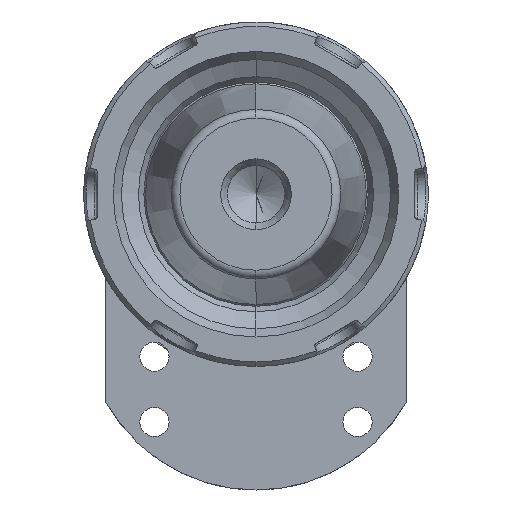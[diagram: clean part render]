
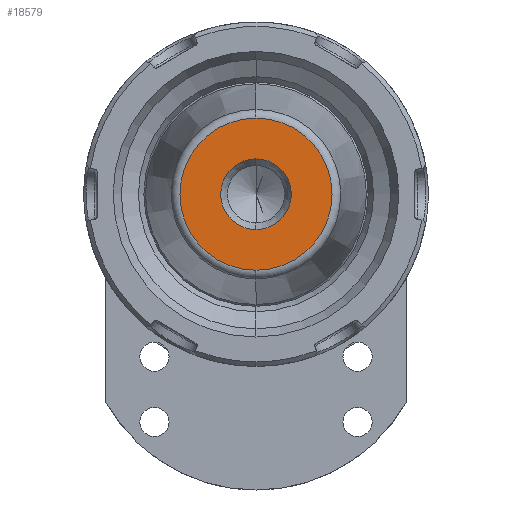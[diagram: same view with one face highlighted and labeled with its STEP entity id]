
A CAD part, left-side view. The second image highlights one B-rep face of the part: STEP entity #18579.
In plain terms, the highlighted planar face has unit normal (-1, 0, 0).
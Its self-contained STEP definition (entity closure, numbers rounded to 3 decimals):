
#7600 = FACE_BOUND ( 'NONE', #59358, .T. ) ;
#8227 = FACE_OUTER_BOUND ( 'NONE', #55434, .T. ) ;
#16139 = CARTESIAN_POINT ( 'NONE',  ( -21.5, 0., 0. ) ) ;
#16422 = ORIENTED_EDGE ( 'NONE', *, *, #56698, .F. ) ;
#16443 = DIRECTION ( 'NONE',  ( 0., 0., -1. ) ) ;
#16711 = CIRCLE ( 'NONE', #24756, 8.609 ) ;
#16753 = DIRECTION ( 'NONE',  ( 1., 0., 0. ) ) ;
#17082 = AXIS2_PLACEMENT_3D ( 'NONE', #18556, #48171, #46937 ) ;
#17413 = PLANE ( 'NONE',  #42922 ) ;
#18556 = CARTESIAN_POINT ( 'NONE',  ( -21.5, 0., 0. ) ) ;
#18579 = ADVANCED_FACE ( 'NONE', ( #7600, #8227 ), #17413, .T. ) ;
#19929 = CARTESIAN_POINT ( 'NONE',  ( -21.5, 0., 0. ) ) ;
#22652 = AXIS2_PLACEMENT_3D ( 'NONE', #19929, #35101, #25582 ) ;
#23886 = VERTEX_POINT ( 'NONE', #34923 ) ;
#23896 = CARTESIAN_POINT ( 'NONE',  ( -21.5, 0., -8.609 ) ) ;
#24756 = AXIS2_PLACEMENT_3D ( 'NONE', #16139, #54618, #16443 ) ;
#24764 = ORIENTED_EDGE ( 'NONE', *, *, #54817, .T. ) ;
#25582 = DIRECTION ( 'NONE',  ( 0., 0., -1. ) ) ;
#27215 = DIRECTION ( 'NONE',  ( 0., 0., 1. ) ) ;
#32856 = CIRCLE ( 'NONE', #41878, 8.609 ) ;
#34923 = CARTESIAN_POINT ( 'NONE',  ( -21.5, 0., -4. ) ) ;
#35101 = DIRECTION ( 'NONE',  ( 1., 0., 0. ) ) ;
#36345 = DIRECTION ( 'NONE',  ( 0., 0., -1. ) ) ;
#37492 = VERTEX_POINT ( 'NONE', #58846 ) ;
#41076 = ORIENTED_EDGE ( 'NONE', *, *, #43981, .T. ) ;
#41878 = AXIS2_PLACEMENT_3D ( 'NONE', #59992, #16753, #36345 ) ;
#42922 = AXIS2_PLACEMENT_3D ( 'NONE', #46407, #62475, #27215 ) ;
#43981 = EDGE_CURVE ( 'NONE', #50078, #23886, #58439, .T. ) ;
#46407 = CARTESIAN_POINT ( 'NONE',  ( -21.5, 8.609, 0. ) ) ;
#46937 = DIRECTION ( 'NONE',  ( 0., 0., -1. ) ) ;
#48171 = DIRECTION ( 'NONE',  ( 1., 0., 0. ) ) ;
#48325 = ORIENTED_EDGE ( 'NONE', *, *, #55683, .F. ) ;
#50078 = VERTEX_POINT ( 'NONE', #56930 ) ;
#51838 = CIRCLE ( 'NONE', #22652, 4. ) ;
#54618 = DIRECTION ( 'NONE',  ( 1., 0., 0. ) ) ;
#54817 = EDGE_CURVE ( 'NONE', #23886, #50078, #51838, .T. ) ;
#55434 = EDGE_LOOP ( 'NONE', ( #48325, #16422 ) ) ;
#55683 = EDGE_CURVE ( 'NONE', #59244, #37492, #16711, .T. ) ;
#56698 = EDGE_CURVE ( 'NONE', #37492, #59244, #32856, .T. ) ;
#56930 = CARTESIAN_POINT ( 'NONE',  ( -21.5, 0., 4. ) ) ;
#58439 = CIRCLE ( 'NONE', #17082, 4. ) ;
#58846 = CARTESIAN_POINT ( 'NONE',  ( -21.5, 0., 8.609 ) ) ;
#59244 = VERTEX_POINT ( 'NONE', #23896 ) ;
#59358 = EDGE_LOOP ( 'NONE', ( #41076, #24764 ) ) ;
#59992 = CARTESIAN_POINT ( 'NONE',  ( -21.5, 0., 0. ) ) ;
#62475 = DIRECTION ( 'NONE',  ( -1., 0., 0. ) ) ;
